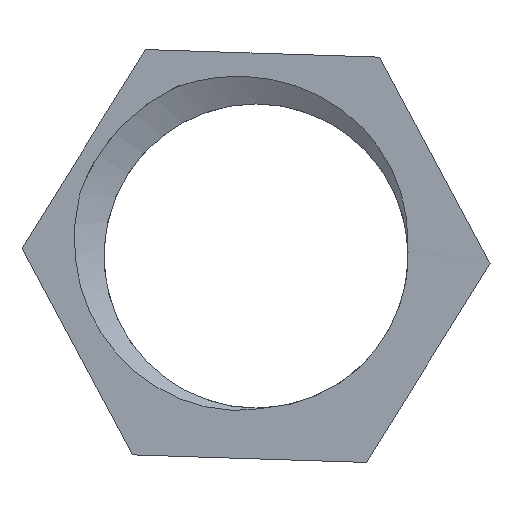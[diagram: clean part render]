
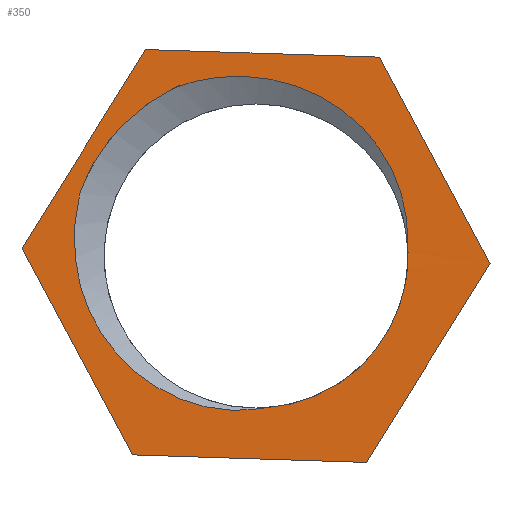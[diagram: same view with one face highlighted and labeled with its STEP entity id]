
A CAD part, front view. The second image highlights one B-rep face of the part: STEP entity #350.
In plain terms, the highlighted planar face has unit normal (0, -1, 0).
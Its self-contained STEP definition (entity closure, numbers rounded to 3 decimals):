
#14 = CARTESIAN_POINT ( 'NONE',  ( -0.785, 0., -0.366 ) ) ;
#17 = CARTESIAN_POINT ( 'NONE',  ( -0.135, 0., 0.888 ) ) ;
#19 = DIRECTION ( 'NONE',  ( 0., 0., 1. ) ) ;
#20 = CARTESIAN_POINT ( 'NONE',  ( 0.748, 0., 0.04 ) ) ;
#21 = VECTOR ( 'NONE', #92, 1000. ) ;
#25 = PLANE ( 'NONE',  #676 ) ;
#29 = FACE_OUTER_BOUND ( 'NONE', #500, .T. ) ;
#38 = EDGE_CURVE ( 'NONE', #179, #488, #146, .T. ) ;
#40 = CARTESIAN_POINT ( 'NONE',  ( 0.609, 0., 0.981 ) ) ;
#49 = ORIENTED_EDGE ( 'NONE', *, *, #134, .F. ) ;
#52 = B_SPLINE_CURVE_WITH_KNOTS ( 'NONE', 3,
 ( #389, #647, #284, #499, #592, #128, #177, #394, #17, #397, #486, #232 ),
 .UNSPECIFIED., .F., .F.,
 ( 4, 2, 2, 2, 2, 4 ),
 ( 0., 0., 0.001, 0.001, 0.001, 0.002 ),
 .UNSPECIFIED. ) ;
#56 = CARTESIAN_POINT ( 'NONE',  ( 1.154, 0., -0.037 ) ) ;
#59 = CARTESIAN_POINT ( 'NONE',  ( -0.892, 0., -0.037 ) ) ;
#61 = ORIENTED_EDGE ( 'NONE', *, *, #38, .F. ) ;
#65 = CARTESIAN_POINT ( 'NONE',  ( -0.895, 0., 0.17 ) ) ;
#67 = EDGE_CURVE ( 'NONE', #267, #328, #467, .T. ) ;
#73 = CARTESIAN_POINT ( 'NONE',  ( -0.234, 0., -0.76 ) ) ;
#76 = CARTESIAN_POINT ( 'NONE',  ( -0.607, 0., -0.576 ) ) ;
#77 = CARTESIAN_POINT ( 'NONE',  ( 0.755, 0., -0.173 ) ) ;
#84 = EDGE_CURVE ( 'NONE', #488, #439, #52, .T. ) ;
#87 = CARTESIAN_POINT ( 'NONE',  ( -0.545, 0., 1.018 ) ) ;
#90 = CARTESIAN_POINT ( 'NONE',  ( -0.607, 0., 0.705 ) ) ;
#92 = DIRECTION ( 'NONE',  ( 0.528, 0., 0.849 ) ) ;
#103 = ORIENTED_EDGE ( 'NONE', *, *, #67, .F. ) ;
#115 = VECTOR ( 'NONE', #178, 1000. ) ;
#117 = ORIENTED_EDGE ( 'NONE', *, *, #677, .F. ) ;
#125 = EDGE_LOOP ( 'NONE', ( #103, #49, #635, #61, #170 ) ) ;
#128 = CARTESIAN_POINT ( 'NONE',  ( 0.271, 0., 0.82 ) ) ;
#134 = EDGE_CURVE ( 'NONE', #439, #267, #190, .T. ) ;
#145 = CARTESIAN_POINT ( 'NONE',  ( 0.237, 0., -0.737 ) ) ;
#146 = B_SPLINE_CURVE_WITH_KNOTS ( 'NONE', 3,
 ( #642, #655, #20, #436 ),
 .UNSPECIFIED., .F., .F.,
 ( 4, 4 ),
 ( 0., 0. ),
 .UNSPECIFIED. ) ;
#151 = LINE ( 'NONE', #308, #198 ) ;
#155 = VERTEX_POINT ( 'NONE', #568 ) ;
#156 = CARTESIAN_POINT ( 'NONE',  ( 0.545, 0., -1.018 ) ) ;
#161 = ORIENTED_EDGE ( 'NONE', *, *, #386, .F. ) ;
#170 = ORIENTED_EDGE ( 'NONE', *, *, #361, .F. ) ;
#173 = CARTESIAN_POINT ( 'NONE',  ( 0.045, 0., -0.749 ) ) ;
#175 = ORIENTED_EDGE ( 'NONE', *, *, #191, .F. ) ;
#177 = CARTESIAN_POINT ( 'NONE',  ( 0.138, 0., 0.867 ) ) ;
#178 = DIRECTION ( 'NONE',  ( -0.528, 0., -0.849 ) ) ;
#179 = VERTEX_POINT ( 'NONE', #205 ) ;
#185 = CARTESIAN_POINT ( 'NONE',  ( -0.886, 0., 0.238 ) ) ;
#190 = B_SPLINE_CURVE_WITH_KNOTS ( 'NONE', 3,
 ( #565, #405, #90, #560, #604, #301 ),
 .UNSPECIFIED., .F., .F.,
 ( 4, 2, 4 ),
 ( 0., 0., 0.001 ),
 .UNSPECIFIED. ) ;
#191 = EDGE_CURVE ( 'NONE', #450, #385, #368, .T. ) ;
#198 = VECTOR ( 'NONE', #206, 1000. ) ;
#201 = CARTESIAN_POINT ( 'NONE',  ( 0.75, 0.001, 0.019 ) ) ;
#205 = CARTESIAN_POINT ( 'NONE',  ( 0.75, 0.001, 0.019 ) ) ;
#206 = DIRECTION ( 'NONE',  ( 0.999, 0., -0.032 ) ) ;
#209 = CARTESIAN_POINT ( 'NONE',  ( -0.4, 0., 0.83 ) ) ;
#218 = CARTESIAN_POINT ( 'NONE',  ( -0.87, 0., 0.306 ) ) ;
#224 = CARTESIAN_POINT ( 'NONE',  ( -0.093, 0., -0.774 ) ) ;
#232 = CARTESIAN_POINT ( 'NONE',  ( -0.4, 0., 0.83 ) ) ;
#238 = LINE ( 'NONE', #458, #408 ) ;
#251 = DIRECTION ( 'NONE',  ( -0.472, 0., 0.882 ) ) ;
#255 = CARTESIAN_POINT ( 'NONE',  ( -0.609, 0., -0.981 ) ) ;
#262 = LINE ( 'NONE', #40, #512 ) ;
#267 = VERTEX_POINT ( 'NONE', #218 ) ;
#284 = CARTESIAN_POINT ( 'NONE',  ( 0.723, 0., 0.326 ) ) ;
#301 = CARTESIAN_POINT ( 'NONE',  ( -0.87, 0., 0.306 ) ) ;
#308 = CARTESIAN_POINT ( 'NONE',  ( -0.545, 0., 1.018 ) ) ;
#318 = CARTESIAN_POINT ( 'NONE',  ( -1.154, 0., 0.037 ) ) ;
#321 = ORIENTED_EDGE ( 'NONE', *, *, #355, .F. ) ;
#322 = LINE ( 'NONE', #472, #21 ) ;
#328 = VERTEX_POINT ( 'NONE', #599 ) ;
#338 = CARTESIAN_POINT ( 'NONE',  ( -0.898, 0., 0.033 ) ) ;
#345 = VERTEX_POINT ( 'NONE', #87 ) ;
#347 = CARTESIAN_POINT ( 'NONE',  ( -0.848, 0., -0.238 ) ) ;
#350 = ADVANCED_FACE ( 'NONE', ( #29, #400 ), #25, .F. ) ;
#355 = EDGE_CURVE ( 'NONE', #385, #527, #238, .T. ) ;
#361 = EDGE_CURVE ( 'NONE', #328, #179, #380, .T. ) ;
#365 = CARTESIAN_POINT ( 'NONE',  ( 0.609, 0., 0.981 ) ) ;
#367 = CARTESIAN_POINT ( 'NONE',  ( 0.748, 0., 0.05 ) ) ;
#368 = LINE ( 'NONE', #156, #492 ) ;
#380 = B_SPLINE_CURVE_WITH_KNOTS ( 'NONE', 3,
 ( #663, #145, #460, #452, #77, #201 ),
 .UNSPECIFIED., .F., .F.,
 ( 4, 2, 4 ),
 ( 0.01, 0.132, 0.254 ),
 .UNSPECIFIED. ) ;
#384 = LINE ( 'NONE', #56, #115 ) ;
#385 = VERTEX_POINT ( 'NONE', #255 ) ;
#386 = EDGE_CURVE ( 'NONE', #527, #345, #322, .T. ) ;
#389 = CARTESIAN_POINT ( 'NONE',  ( 0.748, 0., 0.05 ) ) ;
#394 = CARTESIAN_POINT ( 'NONE',  ( -0.065, 0., 0.889 ) ) ;
#397 = CARTESIAN_POINT ( 'NONE',  ( -0.27, 0., 0.871 ) ) ;
#400 = FACE_BOUND ( 'NONE', #125, .T. ) ;
#405 = CARTESIAN_POINT ( 'NONE',  ( -0.51, 0., 0.778 ) ) ;
#408 = VECTOR ( 'NONE', #251, 1000. ) ;
#431 = VERTEX_POINT ( 'NONE', #365 ) ;
#433 = EDGE_CURVE ( 'NONE', #345, #431, #151, .T. ) ;
#436 = CARTESIAN_POINT ( 'NONE',  ( 0.748, 0., 0.05 ) ) ;
#439 = VERTEX_POINT ( 'NONE', #209 ) ;
#450 = VERTEX_POINT ( 'NONE', #578 ) ;
#452 = CARTESIAN_POINT ( 'NONE',  ( 0.682, 0., -0.366 ) ) ;
#458 = CARTESIAN_POINT ( 'NONE',  ( -0.609, 0., -0.981 ) ) ;
#460 = CARTESIAN_POINT ( 'NONE',  ( 0.423, 0., -0.649 ) ) ;
#467 = B_SPLINE_CURVE_WITH_KNOTS ( 'NONE', 3,
 ( #552, #185, #65, #338, #59, #347, #14, #76, #540, #73, #224, #173 ),
 .UNSPECIFIED., .F., .F.,
 ( 4, 2, 2, 2, 2, 4 ),
 ( 0., 0., 0., 0.001, 0.001, 0.002 ),
 .UNSPECIFIED. ) ;
#472 = CARTESIAN_POINT ( 'NONE',  ( -1.154, 0., 0.037 ) ) ;
#486 = CARTESIAN_POINT ( 'NONE',  ( -0.336, 0., 0.855 ) ) ;
#488 = VERTEX_POINT ( 'NONE', #367 ) ;
#492 = VECTOR ( 'NONE', #524, 1000. ) ;
#499 = CARTESIAN_POINT ( 'NONE',  ( 0.597, 0., 0.568 ) ) ;
#500 = EDGE_LOOP ( 'NONE', ( #117, #569, #653, #161, #321, #175 ) ) ;
#501 = CARTESIAN_POINT ( 'NONE',  ( 0., 0., 0. ) ) ;
#512 = VECTOR ( 'NONE', #515, 1000. ) ;
#515 = DIRECTION ( 'NONE',  ( 0.472, 0., -0.882 ) ) ;
#524 = DIRECTION ( 'NONE',  ( -0.999, 0., 0.032 ) ) ;
#527 = VERTEX_POINT ( 'NONE', #318 ) ;
#535 = EDGE_CURVE ( 'NONE', #431, #155, #262, .T. ) ;
#540 = CARTESIAN_POINT ( 'NONE',  ( -0.491, 0., -0.66 ) ) ;
#552 = CARTESIAN_POINT ( 'NONE',  ( -0.87, 0., 0.306 ) ) ;
#560 = CARTESIAN_POINT ( 'NONE',  ( -0.768, 0., 0.524 ) ) ;
#565 = CARTESIAN_POINT ( 'NONE',  ( -0.4, 0., 0.83 ) ) ;
#568 = CARTESIAN_POINT ( 'NONE',  ( 1.154, 0., -0.037 ) ) ;
#569 = ORIENTED_EDGE ( 'NONE', *, *, #535, .F. ) ;
#578 = CARTESIAN_POINT ( 'NONE',  ( 0.545, 0., -1.018 ) ) ;
#592 = CARTESIAN_POINT ( 'NONE',  ( 0.501, 0., 0.672 ) ) ;
#599 = CARTESIAN_POINT ( 'NONE',  ( 0.045, 0., -0.749 ) ) ;
#604 = CARTESIAN_POINT ( 'NONE',  ( -0.829, 0., 0.421 ) ) ;
#635 = ORIENTED_EDGE ( 'NONE', *, *, #84, .F. ) ;
#642 = CARTESIAN_POINT ( 'NONE',  ( 0.75, 0.001, 0.019 ) ) ;
#647 = CARTESIAN_POINT ( 'NONE',  ( 0.754, 0., 0.188 ) ) ;
#653 = ORIENTED_EDGE ( 'NONE', *, *, #433, .F. ) ;
#655 = CARTESIAN_POINT ( 'NONE',  ( 0.747, 0., 0.029 ) ) ;
#663 = CARTESIAN_POINT ( 'NONE',  ( 0.045, 0., -0.749 ) ) ;
#668 = DIRECTION ( 'NONE',  ( 0., 1., 0. ) ) ;
#676 = AXIS2_PLACEMENT_3D ( 'NONE', #501, #668, #19 ) ;
#677 = EDGE_CURVE ( 'NONE', #155, #450, #384, .T. ) ;
